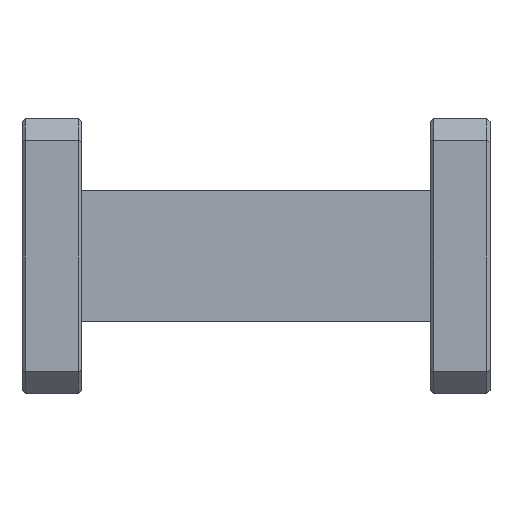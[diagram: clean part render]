
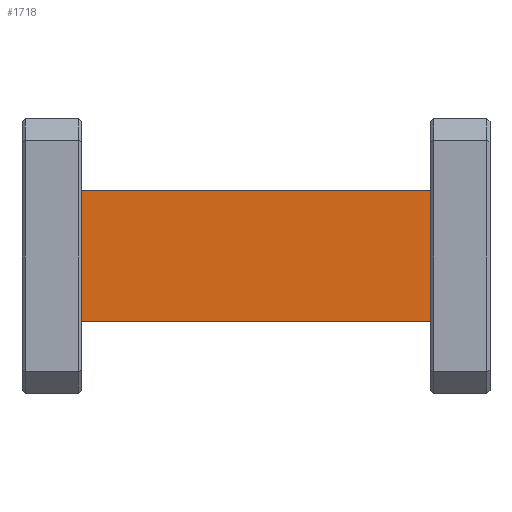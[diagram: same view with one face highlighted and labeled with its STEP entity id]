
A CAD part, front view. The second image highlights one B-rep face of the part: STEP entity #1718.
In plain terms, the highlighted planar face has unit normal (0, -1, 0).
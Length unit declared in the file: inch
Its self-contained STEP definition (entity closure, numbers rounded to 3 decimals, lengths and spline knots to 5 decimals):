
#53 = ORIENTED_EDGE ( 'NONE', *, *, #2026, .F. ) ;
#96 = EDGE_CURVE ( 'NONE', #1768, #1316, #582, .T. ) ;
#191 = CARTESIAN_POINT ( 'NONE',  ( 0.19, -0.125, 0.21 ) ) ;
#263 = LINE ( 'NONE', #449, #2243 ) ;
#333 = DIRECTION ( 'NONE',  ( 0., 0., 1. ) ) ;
#376 = EDGE_LOOP ( 'NONE', ( #1019, #53, #1613, #1266 ) ) ;
#449 = CARTESIAN_POINT ( 'NONE',  ( 1.31, -0.125, -0.21 ) ) ;
#520 = DIRECTION ( 'NONE',  ( 0., 1., 0. ) ) ;
#574 = CARTESIAN_POINT ( 'NONE',  ( 0.19, -0.125, -0.21 ) ) ;
#582 = LINE ( 'NONE', #1332, #1295 ) ;
#669 = EDGE_CURVE ( 'NONE', #1768, #1973, #1991, .T. ) ;
#736 = VERTEX_POINT ( 'NONE', #1293 ) ;
#1019 = ORIENTED_EDGE ( 'NONE', *, *, #1890, .T. ) ;
#1144 = VECTOR ( 'NONE', #1646, 39.37008 ) ;
#1266 = ORIENTED_EDGE ( 'NONE', *, *, #669, .T. ) ;
#1293 = CARTESIAN_POINT ( 'NONE',  ( 0.19, -0.125, -0.21 ) ) ;
#1295 = VECTOR ( 'NONE', #2084, 39.37008 ) ;
#1316 = VERTEX_POINT ( 'NONE', #2006 ) ;
#1324 = LINE ( 'NONE', #574, #1810 ) ;
#1332 = CARTESIAN_POINT ( 'NONE',  ( 1.31, -0.125, -0.21 ) ) ;
#1369 = DIRECTION ( 'NONE',  ( -1., 0., 0. ) ) ;
#1376 = FACE_OUTER_BOUND ( 'NONE', #376, .T. ) ;
#1416 = AXIS2_PLACEMENT_3D ( 'NONE', #1990, #520, #333 ) ;
#1436 = CARTESIAN_POINT ( 'NONE',  ( 1.31, -0.125, 0.21 ) ) ;
#1613 = ORIENTED_EDGE ( 'NONE', *, *, #96, .F. ) ;
#1646 = DIRECTION ( 'NONE',  ( -1., 0., 0. ) ) ;
#1718 = ADVANCED_FACE ( 'NONE', ( #1376 ), #2370, .F. ) ;
#1768 = VERTEX_POINT ( 'NONE', #1436 ) ;
#1810 = VECTOR ( 'NONE', #1869, 39.37008 ) ;
#1869 = DIRECTION ( 'NONE',  ( 0., 0., -1. ) ) ;
#1890 = EDGE_CURVE ( 'NONE', #1973, #736, #1324, .T. ) ;
#1973 = VERTEX_POINT ( 'NONE', #191 ) ;
#1990 = CARTESIAN_POINT ( 'NONE',  ( 1.31, -0.125, -0.21 ) ) ;
#1991 = LINE ( 'NONE', #2383, #1144 ) ;
#2006 = CARTESIAN_POINT ( 'NONE',  ( 1.31, -0.125, -0.21 ) ) ;
#2026 = EDGE_CURVE ( 'NONE', #1316, #736, #263, .T. ) ;
#2084 = DIRECTION ( 'NONE',  ( 0., 0., -1. ) ) ;
#2243 = VECTOR ( 'NONE', #1369, 39.37008 ) ;
#2370 = PLANE ( 'NONE',  #1416 ) ;
#2383 = CARTESIAN_POINT ( 'NONE',  ( 1.31, -0.125, 0.21 ) ) ;
